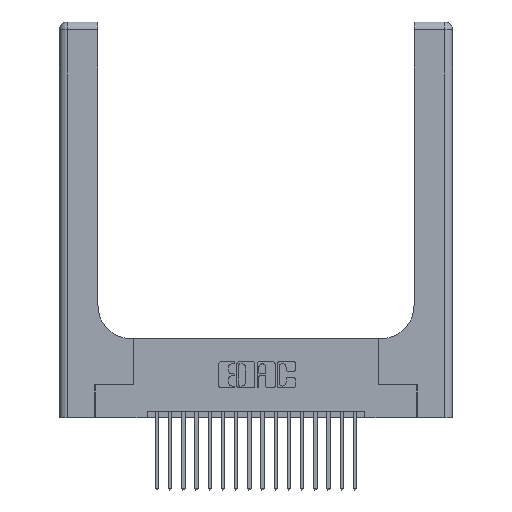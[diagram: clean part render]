
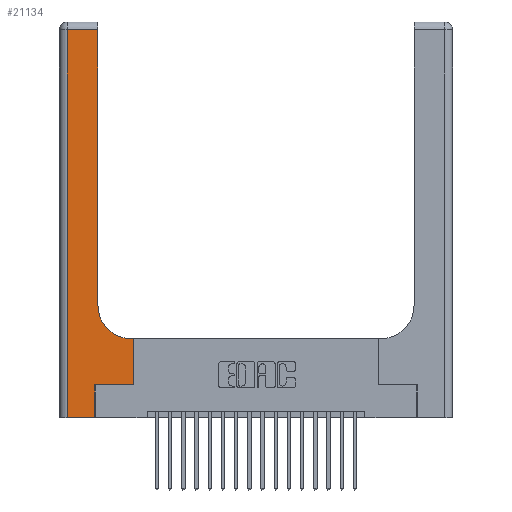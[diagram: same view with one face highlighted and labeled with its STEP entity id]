
A CAD part, top view. The second image highlights one B-rep face of the part: STEP entity #21134.
In plain terms, the highlighted planar face has unit normal (0, 0, 1).
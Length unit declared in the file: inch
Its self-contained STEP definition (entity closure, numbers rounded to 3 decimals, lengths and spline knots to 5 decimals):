
#254 = CARTESIAN_POINT ( 'NONE',  ( 0.2915, 2.94, 0.37 ) ) ;
#286 = LINE ( 'NONE', #10711, #13497 ) ;
#687 = ORIENTED_EDGE ( 'NONE', *, *, #20035, .T. ) ;
#739 = DIRECTION ( 'NONE',  ( 0., 1., 0. ) ) ;
#1130 = EDGE_CURVE ( 'NONE', #8847, #10529, #16231, .T. ) ;
#1430 = CARTESIAN_POINT ( 'NONE',  ( 0.269, 0.25, 0.37 ) ) ;
#2128 = EDGE_CURVE ( 'NONE', #13915, #10422, #3131, .T. ) ;
#2217 = LINE ( 'NONE', #15388, #2747 ) ;
#2219 = CARTESIAN_POINT ( 'NONE',  ( 0.06, 3., 0.37 ) ) ;
#2348 = VERTEX_POINT ( 'NONE', #7669 ) ;
#2349 = VERTEX_POINT ( 'NONE', #7737 ) ;
#2393 = DIRECTION ( 'NONE',  ( 0., -1., 0. ) ) ;
#2538 = ORIENTED_EDGE ( 'NONE', *, *, #18812, .T. ) ;
#2747 = VECTOR ( 'NONE', #7381, 39.37008 ) ;
#3131 = LINE ( 'NONE', #2219, #16188 ) ;
#3225 = CARTESIAN_POINT ( 'NONE',  ( 0.06, 0., 0.37 ) ) ;
#3603 = ORIENTED_EDGE ( 'NONE', *, *, #9239, .T. ) ;
#4564 = CARTESIAN_POINT ( 'NONE',  ( 0., 3., 0.37 ) ) ;
#4630 = ORIENTED_EDGE ( 'NONE', *, *, #5506, .T. ) ;
#5312 = CARTESIAN_POINT ( 'NONE',  ( 0.2915, 0.6, 0.37 ) ) ;
#5425 = CARTESIAN_POINT ( 'NONE',  ( 0.2915, 0.85, 0.37 ) ) ;
#5506 = EDGE_CURVE ( 'NONE', #2348, #8847, #13572, .T. ) ;
#5685 = LINE ( 'NONE', #5312, #6778 ) ;
#6201 = PLANE ( 'NONE',  #8743 ) ;
#6236 = AXIS2_PLACEMENT_3D ( 'NONE', #9418, #20631, #10997 ) ;
#6261 = VECTOR ( 'NONE', #19133, 39.37008 ) ;
#6281 = DIRECTION ( 'NONE',  ( 0., 0., -1. ) ) ;
#6568 = CARTESIAN_POINT ( 'NONE',  ( 0.2915, 3., 0.37 ) ) ;
#6770 = DIRECTION ( 'NONE',  ( 0., 1., 0. ) ) ;
#6778 = VECTOR ( 'NONE', #8658, 39.37008 ) ;
#6782 = ORIENTED_EDGE ( 'NONE', *, *, #15532, .T. ) ;
#7154 = VECTOR ( 'NONE', #6770, 39.37008 ) ;
#7381 = DIRECTION ( 'NONE',  ( 0., 1., 0. ) ) ;
#7403 = LINE ( 'NONE', #21179, #15945 ) ;
#7669 = CARTESIAN_POINT ( 'NONE',  ( 0.5415, 0.6, 0.37 ) ) ;
#7737 = CARTESIAN_POINT ( 'NONE',  ( 0.5585, 0.25, 0.37 ) ) ;
#8194 = EDGE_CURVE ( 'NONE', #10422, #14467, #14883, .T. ) ;
#8658 = DIRECTION ( 'NONE',  ( -1., 0., 0. ) ) ;
#8743 = AXIS2_PLACEMENT_3D ( 'NONE', #4564, #6281, #17609 ) ;
#8847 = VERTEX_POINT ( 'NONE', #5425 ) ;
#8995 = CARTESIAN_POINT ( 'NONE',  ( 0.06, 2.94, 0.37 ) ) ;
#9239 = EDGE_CURVE ( 'NONE', #20067, #2349, #10080, .T. ) ;
#9329 = VERTEX_POINT ( 'NONE', #14809 ) ;
#9418 = CARTESIAN_POINT ( 'NONE',  ( 0.5415, 0.85, 0.37 ) ) ;
#10080 = LINE ( 'NONE', #1430, #13837 ) ;
#10422 = VERTEX_POINT ( 'NONE', #3225 ) ;
#10529 = VERTEX_POINT ( 'NONE', #254 ) ;
#10711 = CARTESIAN_POINT ( 'NONE',  ( 0.5585, 0.25, 0.37 ) ) ;
#10997 = DIRECTION ( 'NONE',  ( 1., 0., 0. ) ) ;
#12974 = DIRECTION ( 'NONE',  ( 1., 0., 0. ) ) ;
#13371 = ORIENTED_EDGE ( 'NONE', *, *, #8194, .T. ) ;
#13497 = VECTOR ( 'NONE', #739, 39.37008 ) ;
#13572 = CIRCLE ( 'NONE', #6236, 0.25 ) ;
#13837 = VECTOR ( 'NONE', #12974, 39.37008 ) ;
#13915 = VERTEX_POINT ( 'NONE', #8995 ) ;
#14467 = VERTEX_POINT ( 'NONE', #16874 ) ;
#14809 = CARTESIAN_POINT ( 'NONE',  ( 0.5585, 0.6, 0.37 ) ) ;
#14883 = LINE ( 'NONE', #20893, #6261 ) ;
#15388 = CARTESIAN_POINT ( 'NONE',  ( 0.269, 0., 0.37 ) ) ;
#15532 = EDGE_CURVE ( 'NONE', #9329, #2348, #5685, .T. ) ;
#15945 = VECTOR ( 'NONE', #17938, 39.37008 ) ;
#16112 = ORIENTED_EDGE ( 'NONE', *, *, #1130, .T. ) ;
#16188 = VECTOR ( 'NONE', #2393, 39.37008 ) ;
#16231 = LINE ( 'NONE', #6568, #7154 ) ;
#16389 = EDGE_CURVE ( 'NONE', #14467, #20067, #2217, .T. ) ;
#16874 = CARTESIAN_POINT ( 'NONE',  ( 0.269, 0., 0.37 ) ) ;
#17141 = ORIENTED_EDGE ( 'NONE', *, *, #16389, .T. ) ;
#17609 = DIRECTION ( 'NONE',  ( -1., 0., 0. ) ) ;
#17657 = ORIENTED_EDGE ( 'NONE', *, *, #2128, .T. ) ;
#17938 = DIRECTION ( 'NONE',  ( -1., 0., 0. ) ) ;
#18258 = FACE_OUTER_BOUND ( 'NONE', #20701, .T. ) ;
#18812 = EDGE_CURVE ( 'NONE', #2349, #9329, #286, .T. ) ;
#19133 = DIRECTION ( 'NONE',  ( 1., 0., 0. ) ) ;
#19679 = CARTESIAN_POINT ( 'NONE',  ( 0.269, 0.25, 0.37 ) ) ;
#20035 = EDGE_CURVE ( 'NONE', #10529, #13915, #7403, .T. ) ;
#20067 = VERTEX_POINT ( 'NONE', #19679 ) ;
#20631 = DIRECTION ( 'NONE',  ( 0., 0., -1. ) ) ;
#20701 = EDGE_LOOP ( 'NONE', ( #16112, #687, #17657, #13371, #17141, #3603, #2538, #6782, #4630 ) ) ;
#20893 = CARTESIAN_POINT ( 'NONE',  ( 0., 0., 0.37 ) ) ;
#21134 = ADVANCED_FACE ( 'NONE', ( #18258 ), #6201, .F. ) ;
#21179 = CARTESIAN_POINT ( 'NONE',  ( 0., 2.94, 0.37 ) ) ;
